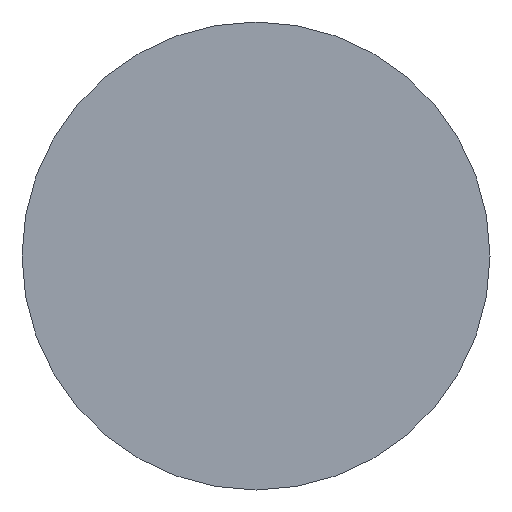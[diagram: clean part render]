
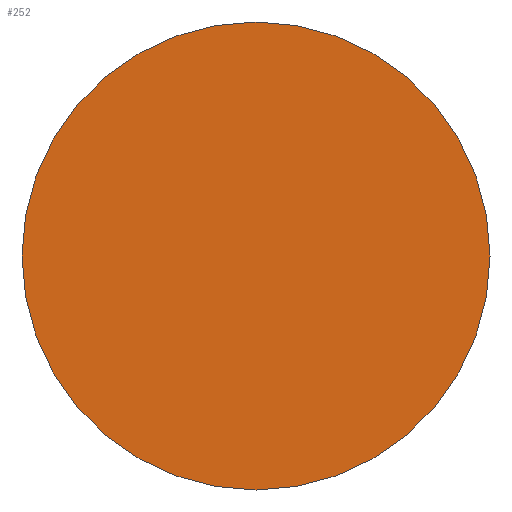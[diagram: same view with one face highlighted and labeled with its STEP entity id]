
A CAD part, front view. The second image highlights one B-rep face of the part: STEP entity #252.
In plain terms, the highlighted planar face has unit normal (0, -1, 0).
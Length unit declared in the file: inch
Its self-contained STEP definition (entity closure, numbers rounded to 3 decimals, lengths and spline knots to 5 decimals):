
#5=CARTESIAN_POINT('',(0.,0.,0.));
#6=DIRECTION('',(0.,-1.,0.));
#7=DIRECTION('',(1.,0.,0.));
#8=AXIS2_PLACEMENT_3D('',#5,#6,#7);
#14=CARTESIAN_POINT('',(0.,0.,0.));
#15=DIRECTION('',(0.,1.,0.));
#16=DIRECTION('',(1.,0.,0.));
#17=AXIS2_PLACEMENT_3D('',#14,#15,#16);
#211=CARTESIAN_POINT('',(1.25,0.,0.));
#213=VERTEX_POINT('',#211);
#215=CARTESIAN_POINT('',(-1.25,0.,0.));
#217=VERTEX_POINT('',#215);
#241=CARTESIAN_POINT('',(0.,0.,0.));
#242=DIRECTION('',(0.,1.,0.));
#243=DIRECTION('',(1.,0.,0.));
#244=AXIS2_PLACEMENT_3D('',#241,#242,#243);
#245=PLANE('',#244);
#247=ORIENTED_EDGE('',*,*,#246,.F.);
#249=ORIENTED_EDGE('',*,*,#248,.T.);
#250=EDGE_LOOP('',(#247,#249));
#251=FACE_OUTER_BOUND('',#250,.F.);
#252=ADVANCED_FACE('',(#251),#245,.F.);
#9=CIRCLE('',#8,1.25);
#18=CIRCLE('',#17,1.25);
#246=EDGE_CURVE('',#213,#217,#9,.T.);
#248=EDGE_CURVE('',#213,#217,#18,.T.);
